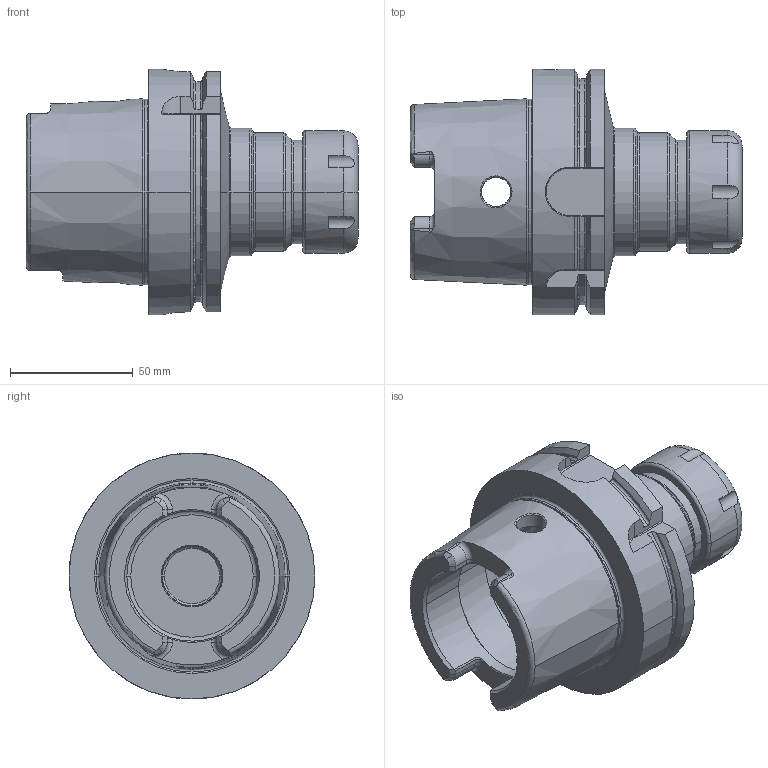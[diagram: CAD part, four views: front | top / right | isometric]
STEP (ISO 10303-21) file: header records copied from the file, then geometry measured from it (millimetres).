
FILE_DESCRIPTION((''),'2;1');
FILE_NAME('A100-025-32-3_ASM','2013-12-09T',('mei'),(''),'PRO/ENGINEER BY PARAMETRIC TECHNOLOGY CORPORATION, 2010430','PRO/ENGINEER BY PARAMETRIC TECHNOLOGY CORPORATION, 2010430','');
FILE_SCHEMA(('CONFIG_CONTROL_DESIGN'));
Length unit declared in the file: millimetre
Products named in the file (3): A100-025-32-3; 83-914-32; A100-025-32-3_ASM
Assembly tree (2 placements, depth 2):
  A100-025-32-3_ASM
    A100-025-32-3
    83-914-32
Bounding box: 135 x 100 x 100 mm (x, y, z)
Volume: 331836.8 mm3; surface area: 68069.7 mm2
Topology: 2 solids, 4 shells, 223 faces, 547 edges, 331 vertices
Faces by surface type: cylinder 67, plane 59, torus 46, cone 41, bspline 8, extrusion 2
Entity records: 8144 total; most frequent: CARTESIAN_POINT 2834, DIRECTION 1130, ORIENTED_EDGE 1086, EDGE_CURVE 547, AXIS2_PLACEMENT_3D 459, VERTEX_POINT 331, CIRCLE 239, EDGE_LOOP 232
